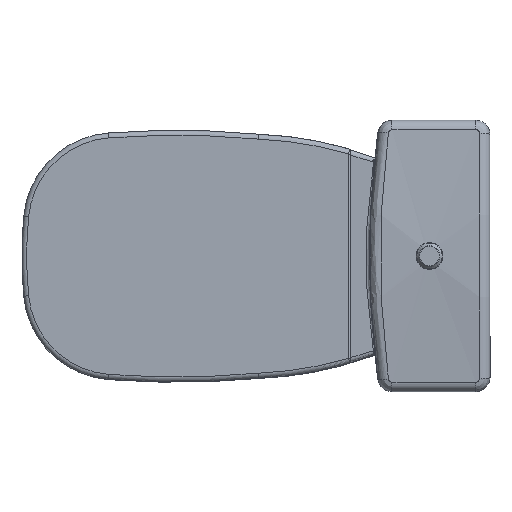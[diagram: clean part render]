
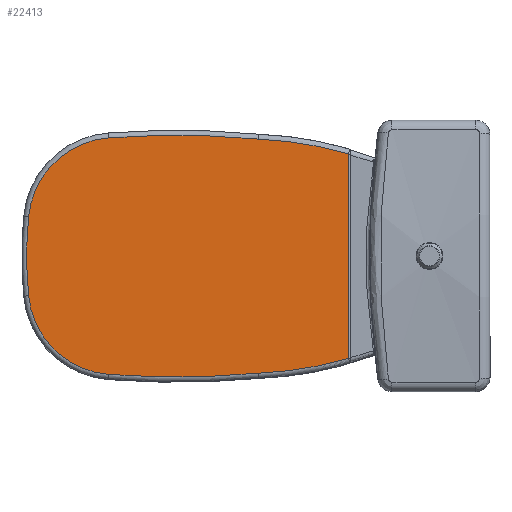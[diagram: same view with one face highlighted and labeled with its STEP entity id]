
A CAD part, top view. The second image highlights one B-rep face of the part: STEP entity #22413.
In plain terms, the highlighted planar face has unit normal (0, 0, 1).
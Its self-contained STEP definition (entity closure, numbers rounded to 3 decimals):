
#21801=CARTESIAN_POINT('',(-113.819,144.152,15.0));
#21802=VERTEX_POINT('',#21801);
#21892=CARTESIAN_POINT('',(-113.819,-144.152,15.0));
#21893=VERTEX_POINT('',#21892);
#21910=CARTESIAN_POINT('',(-113.819,144.152,15.0));
#21911=DIRECTION('',(0.0,-1.0,0.0));
#21912=VECTOR('',#21911,288.304);
#21913=LINE('',#21910,#21912);
#21914=EDGE_CURVE('',#21802,#21893,#21913,.T.);
#22316=CARTESIAN_POINT('',(-241.536,-165.164,15.0));
#22317=VERTEX_POINT('',#22316);
#22318=CARTESIAN_POINT('',(-263.001,363.947,15.0));
#22319=DIRECTION('',(0.0,0.0,-1.0));
#22320=DIRECTION('',(0.163,-0.987,0.0));
#22321=AXIS2_PLACEMENT_3D('',#22318,#22319,#22320);
#22322=CIRCLE('',#22321,529.547);
#22323=EDGE_CURVE('',#21893,#22317,#22322,.T.);
#22352=CARTESIAN_POINT('',(-329.485,0.,15.0));
#22353=DIRECTION('',(0.0,0.0,1.0));
#22354=DIRECTION('',(1.0,0.0,0.0));
#22355=AXIS2_PLACEMENT_3D('',#22352,#22353,#22354);
#22356=PLANE('',#22355);
#22357=ORIENTED_EDGE('',*,*,#21914,.F.);
#22358=CARTESIAN_POINT('',(-241.536,165.164,15.0));
#22359=VERTEX_POINT('',#22358);
#22360=CARTESIAN_POINT('',(-263.001,-363.947,15.0));
#22361=DIRECTION('',(0.0,0.0,-1.0));
#22362=DIRECTION('',(0.163,0.987,0.0));
#22363=AXIS2_PLACEMENT_3D('',#22360,#22361,#22362);
#22364=CIRCLE('',#22363,529.547);
#22365=EDGE_CURVE('',#22359,#21802,#22364,.T.);
#22366=ORIENTED_EDGE('',*,*,#22365,.F.);
#22367=CARTESIAN_POINT('',(-452.597,166.952,15.0));
#22368=VERTEX_POINT('',#22367);
#22369=CARTESIAN_POINT('',(-357.581,-1075.19,15.0));
#22370=DIRECTION('',(0.0,0.0,-1.0));
#22371=DIRECTION('',(0.008,1.,0.0));
#22372=AXIS2_PLACEMENT_3D('',#22369,#22370,#22371);
#22373=CIRCLE('',#22372,1245.771);
#22374=EDGE_CURVE('',#22368,#22359,#22373,.T.);
#22375=ORIENTED_EDGE('',*,*,#22374,.F.);
#22376=CARTESIAN_POINT('',(-565.675,55.83,15.0));
#22377=VERTEX_POINT('',#22376);
#22378=CARTESIAN_POINT('',(-443.215,44.31,15.0));
#22379=DIRECTION('',(0.0,0.0,-1.0));
#22380=DIRECTION('',(-0.701,0.713,0.0));
#22381=AXIS2_PLACEMENT_3D('',#22378,#22379,#22380);
#22382=CIRCLE('',#22381,123.);
#22383=EDGE_CURVE('',#22377,#22368,#22382,.T.);
#22384=ORIENTED_EDGE('',*,*,#22383,.F.);
#22385=CARTESIAN_POINT('',(-565.675,-55.83,15.0));
#22386=VERTEX_POINT('',#22385);
#22387=CARTESIAN_POINT('',(27.83,0.,15.0));
#22388=DIRECTION('',(0.0,0.0,-1.0));
#22389=DIRECTION('',(-1.0,0.0,0.0));
#22390=AXIS2_PLACEMENT_3D('',#22387,#22388,#22389);
#22391=CIRCLE('',#22390,596.125);
#22392=EDGE_CURVE('',#22386,#22377,#22391,.T.);
#22393=ORIENTED_EDGE('',*,*,#22392,.F.);
#22394=CARTESIAN_POINT('',(-452.597,-166.952,15.0));
#22395=VERTEX_POINT('',#22394);
#22396=CARTESIAN_POINT('',(-443.215,-44.31,15.0));
#22397=DIRECTION('',(0.0,0.0,-1.0));
#22398=DIRECTION('',(-0.701,-0.713,0.0));
#22399=AXIS2_PLACEMENT_3D('',#22396,#22397,#22398);
#22400=CIRCLE('',#22399,123.);
#22401=EDGE_CURVE('',#22395,#22386,#22400,.T.);
#22402=ORIENTED_EDGE('',*,*,#22401,.F.);
#22403=CARTESIAN_POINT('',(-357.581,1075.19,15.0));
#22404=DIRECTION('',(0.0,0.0,-1.0));
#22405=DIRECTION('',(0.008,-1.,0.0));
#22406=AXIS2_PLACEMENT_3D('',#22403,#22404,#22405);
#22407=CIRCLE('',#22406,1245.771);
#22408=EDGE_CURVE('',#22317,#22395,#22407,.T.);
#22409=ORIENTED_EDGE('',*,*,#22408,.F.);
#22410=ORIENTED_EDGE('',*,*,#22323,.F.);
#22411=EDGE_LOOP('',(#22357,#22366,#22375,#22384,#22393,#22402,#22409,#22410));
#22412=FACE_OUTER_BOUND('',#22411,.T.);
#22413=ADVANCED_FACE('',(#22412),#22356,.T.);
